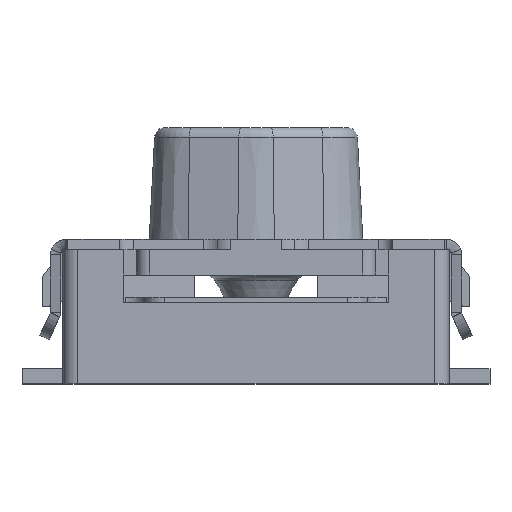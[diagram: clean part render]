
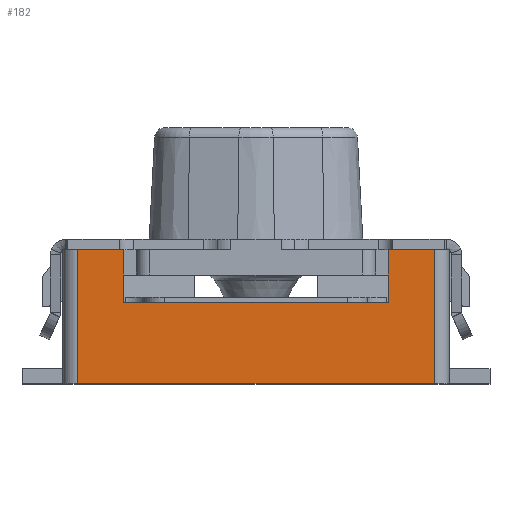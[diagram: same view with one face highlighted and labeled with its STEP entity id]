
A CAD part, top view. The second image highlights one B-rep face of the part: STEP entity #182.
In plain terms, the highlighted planar face has unit normal (0, 0, 1).
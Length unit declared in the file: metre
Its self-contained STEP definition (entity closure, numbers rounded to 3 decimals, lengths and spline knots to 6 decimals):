
#182 = ADVANCED_FACE( '', ( #691 ), #692, .T. );
#691 = FACE_OUTER_BOUND( '', #1601, .T. );
#692 = PLANE( '', #1602 );
#1601 = EDGE_LOOP( '', ( #3503, #3504, #3505, #3506, #3507, #3508, #3509, #3510 ) );
#1602 = AXIS2_PLACEMENT_3D( '', #3511, #3512, #3513 );
#3503 = ORIENTED_EDGE( '', *, *, #6011, .F. );
#3504 = ORIENTED_EDGE( '', *, *, #5819, .T. );
#3505 = ORIENTED_EDGE( '', *, *, #5856, .F. );
#3506 = ORIENTED_EDGE( '', *, *, #5914, .F. );
#3507 = ORIENTED_EDGE( '', *, *, #6012, .F. );
#3508 = ORIENTED_EDGE( '', *, *, #6013, .T. );
#3509 = ORIENTED_EDGE( '', *, *, #5558, .T. );
#3510 = ORIENTED_EDGE( '', *, *, #6014, .F. );
#3511 = CARTESIAN_POINT( '', ( -0.0019, 0., 0.0014 ) );
#3512 = DIRECTION( '', ( 0., 0., 1. ) );
#3513 = DIRECTION( '', ( 1., 0., 0. ) );
#5558 = EDGE_CURVE( '', #6702, #6700, #6703, .T. );
#5819 = EDGE_CURVE( '', #7187, #7185, #7188, .T. );
#5856 = EDGE_CURVE( '', #7251, #7185, #7253, .T. );
#5914 = EDGE_CURVE( '', #7343, #7251, #7346, .T. );
#6011 = EDGE_CURVE( '', #7187, #7508, #7509, .T. );
#6012 = EDGE_CURVE( '', #7510, #7343, #7511, .T. );
#6013 = EDGE_CURVE( '', #7510, #6702, #7512, .T. );
#6014 = EDGE_CURVE( '', #7508, #6700, #7513, .T. );
#6700 = VERTEX_POINT( '', #8521 );
#6702 = VERTEX_POINT( '', #8523 );
#6703 = LINE( '', #8524, #8525 );
#7185 = VERTEX_POINT( '', #9312 );
#7187 = VERTEX_POINT( '', #9315 );
#7188 = LINE( '', #9316, #9317 );
#7251 = VERTEX_POINT( '', #9426 );
#7253 = LINE( '', #9429, #9430 );
#7343 = VERTEX_POINT( '', #9599 );
#7346 = LINE( '', #9603, #9604 );
#7508 = VERTEX_POINT( '', #9846 );
#7509 = LINE( '', #9847, #9848 );
#7510 = VERTEX_POINT( '', #9849 );
#7511 = LINE( '', #9850, #9851 );
#7512 = LINE( '', #9852, #9853 );
#7513 = LINE( '', #9854, #9855 );
#8521 = CARTESIAN_POINT( '', ( 0.00175, 0., 0.0014 ) );
#8523 = CARTESIAN_POINT( '', ( -0.00175, 0., 0.0014 ) );
#8524 = CARTESIAN_POINT( '', ( -0.00175, 0., 0.0014 ) );
#8525 = VECTOR( '', #11025, 1. );
#9312 = CARTESIAN_POINT( '', ( 0.0013, 0.0008, 0.0014 ) );
#9315 = CARTESIAN_POINT( '', ( 0.0013, 0.00132, 0.0014 ) );
#9316 = CARTESIAN_POINT( '', ( 0.0013, 0.00132, 0.0014 ) );
#9317 = VECTOR( '', #11357, 1. );
#9426 = CARTESIAN_POINT( '', ( -0.0013, 0.0008, 0.0014 ) );
#9429 = CARTESIAN_POINT( '', ( -0.0013, 0.0008, 0.0014 ) );
#9430 = VECTOR( '', #11400, 1. );
#9599 = CARTESIAN_POINT( '', ( -0.0013, 0.00132, 0.0014 ) );
#9603 = CARTESIAN_POINT( '', ( -0.0013, 0.00132, 0.0014 ) );
#9604 = VECTOR( '', #11476, 1. );
#9846 = CARTESIAN_POINT( '', ( 0.00175, 0.00132, 0.0014 ) );
#9847 = CARTESIAN_POINT( '', ( 0.0013, 0.00132, 0.0014 ) );
#9848 = VECTOR( '', #11605, 1. );
#9849 = CARTESIAN_POINT( '', ( -0.00175, 0.00132, 0.0014 ) );
#9850 = CARTESIAN_POINT( '', ( -0.00175, 0.00132, 0.0014 ) );
#9851 = VECTOR( '', #11606, 1. );
#9852 = CARTESIAN_POINT( '', ( -0.00175, 0.00132, 0.0014 ) );
#9853 = VECTOR( '', #11607, 1. );
#9854 = CARTESIAN_POINT( '', ( 0.00175, 0.00132, 0.0014 ) );
#9855 = VECTOR( '', #11608, 1. );
#11025 = DIRECTION( '', ( 1., 0., 0. ) );
#11357 = DIRECTION( '', ( 0., -1., 0. ) );
#11400 = DIRECTION( '', ( 1., 0., 0. ) );
#11476 = DIRECTION( '', ( 0., -1., 0. ) );
#11605 = DIRECTION( '', ( 1., 0., 0. ) );
#11606 = DIRECTION( '', ( 1., 0., 0. ) );
#11607 = DIRECTION( '', ( 0., -1., 0. ) );
#11608 = DIRECTION( '', ( 0., -1., 0. ) );
